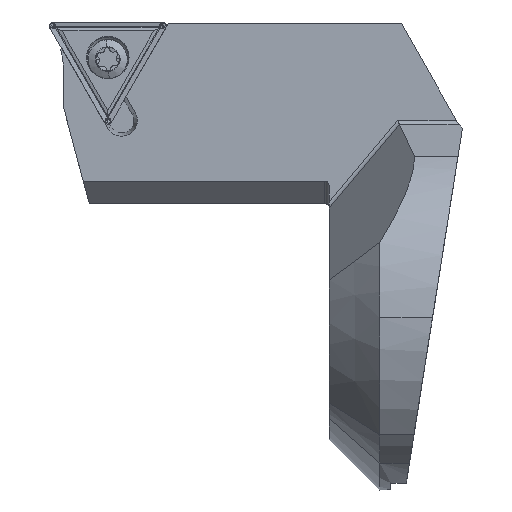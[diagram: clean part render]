
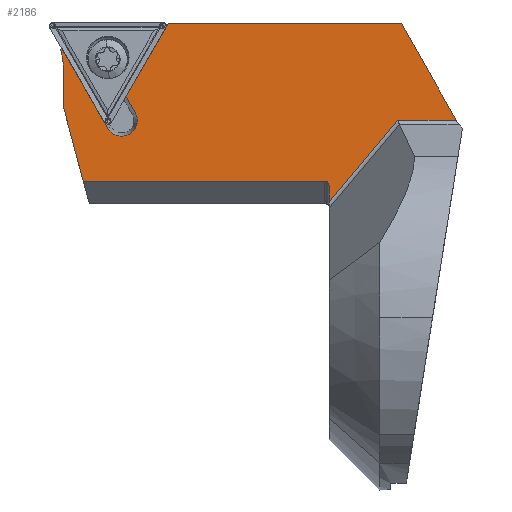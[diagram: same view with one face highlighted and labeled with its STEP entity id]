
A CAD part, top view. The second image highlights one B-rep face of the part: STEP entity #2186.
In plain terms, the highlighted planar face has unit normal (0, 0, 1).
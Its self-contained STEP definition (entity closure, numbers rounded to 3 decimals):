
#177 = LINE ( 'NONE', #1138, #931 ) ;
#282 = CARTESIAN_POINT ( 'NONE',  ( -32.076, 26.076, -0.1 ) ) ;
#322 = DIRECTION ( 'NONE',  ( 1., 0., 0. ) ) ;
#348 = LINE ( 'NONE', #1672, #2556 ) ;
#472 = CARTESIAN_POINT ( 'NONE',  ( -31.055, 24.05, -0.1 ) ) ;
#476 = VERTEX_POINT ( 'NONE', #4878 ) ;
#495 = AXIS2_PLACEMENT_3D ( 'NONE', #708, #2082, #4160 ) ;
#520 = CARTESIAN_POINT ( 'NONE',  ( -0.902, 17.699, -0.1 ) ) ;
#608 = EDGE_CURVE ( 'NONE', #3030, #5158, #2119, .T. ) ;
#616 = EDGE_LOOP ( 'NONE', ( #1036, #4950, #1705, #1123, #2604, #2862, #2047, #1101, #3775, #4861, #2909, #1824, #5358, #1417, #982 ) ) ;
#619 = CARTESIAN_POINT ( 'NONE',  ( -7., 11.684, -0.1 ) ) ;
#708 = CARTESIAN_POINT ( 'NONE',  ( -61.313, 9.196, -0.1 ) ) ;
#711 = EDGE_CURVE ( 'NONE', #972, #4384, #348, .T. ) ;
#724 = DIRECTION ( 'NONE',  ( -0.5, -0.866, 0. ) ) ;
#775 = VECTOR ( 'NONE', #322, 1000. ) ;
#823 = CARTESIAN_POINT ( 'NONE',  ( -26.826, 16.984, -0.1 ) ) ;
#868 = CARTESIAN_POINT ( 'NONE',  ( -25.219, 19.828, -0.1 ) ) ;
#875 = VERTEX_POINT ( 'NONE', #4069 ) ;
#879 = EDGE_CURVE ( 'NONE', #3650, #4484, #3541, .T. ) ;
#880 = EDGE_CURVE ( 'NONE', #1919, #875, #5555, .T. ) ;
#931 = VECTOR ( 'NONE', #5300, 1000. ) ;
#966 = EDGE_CURVE ( 'NONE', #3567, #5236, #2280, .T. ) ;
#972 = VERTEX_POINT ( 'NONE', #2767 ) ;
#977 = DIRECTION ( 'NONE',  ( -1., 0., 0. ) ) ;
#982 = ORIENTED_EDGE ( 'NONE', *, *, #4089, .T. ) ;
#1036 = ORIENTED_EDGE ( 'NONE', *, *, #3190, .T. ) ;
#1041 = DIRECTION ( 'NONE',  ( -0.905, -0.426, 0. ) ) ;
#1093 = CARTESIAN_POINT ( 'NONE',  ( -0.55, 26.379, -0.1 ) ) ;
#1101 = ORIENTED_EDGE ( 'NONE', *, *, #2703, .T. ) ;
#1123 = ORIENTED_EDGE ( 'NONE', *, *, #608, .T. ) ;
#1138 = CARTESIAN_POINT ( 'NONE',  ( 47.408, 12.25, -0.1 ) ) ;
#1176 = CARTESIAN_POINT ( 'NONE',  ( -30.938, 24.105, -0.1 ) ) ;
#1216 = VECTOR ( 'NONE', #2618, 1000. ) ;
#1230 = EDGE_CURVE ( 'NONE', #5236, #3030, #2988, .T. ) ;
#1234 = AXIS2_PLACEMENT_3D ( 'NONE', #3357, #2369, #5026 ) ;
#1293 = CARTESIAN_POINT ( 'NONE',  ( -30.896, 23.461, -0.1 ) ) ;
#1366 = VECTOR ( 'NONE', #977, 1000. ) ;
#1391 = VECTOR ( 'NONE', #2987, 1000. ) ;
#1417 = ORIENTED_EDGE ( 'NONE', *, *, #5140, .T. ) ;
#1426 = EDGE_CURVE ( 'NONE', #476, #3650, #3016, .T. ) ;
#1445 = CARTESIAN_POINT ( 'NONE',  ( -30.435, 17.47, -0.1 ) ) ;
#1500 = CIRCLE ( 'NONE', #1234, 1.407 ) ;
#1672 = CARTESIAN_POINT ( 'NONE',  ( -30.049, -17.037, -0.1 ) ) ;
#1683 = EDGE_CURVE ( 'NONE', #1919, #2848, #177, .T. ) ;
#1705 = ORIENTED_EDGE ( 'NONE', *, *, #1230, .T. ) ;
#1786 = CARTESIAN_POINT ( 'NONE',  ( -7., 9.196, -0.1 ) ) ;
#1824 = ORIENTED_EDGE ( 'NONE', *, *, #879, .T. ) ;
#1857 = CARTESIAN_POINT ( 'NONE',  ( -31.055, 24.05, -0.1 ) ) ;
#1919 = VERTEX_POINT ( 'NONE', #3906 ) ;
#1957 = LINE ( 'NONE', #1445, #3169 ) ;
#1970 = PLANE ( 'NONE',  #495 ) ;
#1988 = LINE ( 'NONE', #4575, #2740 ) ;
#2047 = ORIENTED_EDGE ( 'NONE', *, *, #880, .T. ) ;
#2073 = CARTESIAN_POINT ( 'NONE',  ( -24.389, 18.391, -0.1 ) ) ;
#2082 = DIRECTION ( 'NONE',  ( 0., 0., -1. ) ) ;
#2119 = LINE ( 'NONE', #2918, #5514 ) ;
#2186 = ADVANCED_FACE ( 'NONE', ( #4523 ), #1970, .F. ) ;
#2280 = LINE ( 'NONE', #2363, #3969 ) ;
#2310 = CARTESIAN_POINT ( 'NONE',  ( -7., 12.016, -0.1 ) ) ;
#2357 = EDGE_CURVE ( 'NONE', #4484, #3791, #1988, .T. ) ;
#2363 = CARTESIAN_POINT ( 'NONE',  ( -27.104, 25.913, -0.1 ) ) ;
#2369 = DIRECTION ( 'NONE',  ( 0., 0., -1. ) ) ;
#2373 = CARTESIAN_POINT ( 'NONE',  ( -21.437, 26.379, -0.1 ) ) ;
#2556 = VECTOR ( 'NONE', #3390, 1000. ) ;
#2558 = VERTEX_POINT ( 'NONE', #2073 ) ;
#2604 = ORIENTED_EDGE ( 'NONE', *, *, #5245, .T. ) ;
#2618 = DIRECTION ( 'NONE',  ( 0., -1., 0. ) ) ;
#2638 = CARTESIAN_POINT ( 'NONE',  ( -30.816, 18.894, -0.1 ) ) ;
#2640 = LINE ( 'NONE', #1786, #1216 ) ;
#2703 = EDGE_CURVE ( 'NONE', #875, #972, #2640, .T. ) ;
#2740 = VECTOR ( 'NONE', #724, 1000. ) ;
#2767 = CARTESIAN_POINT ( 'NONE',  ( -7., 10.432, -0.1 ) ) ;
#2848 = VERTEX_POINT ( 'NONE', #4050 ) ;
#2862 = ORIENTED_EDGE ( 'NONE', *, *, #1683, .F. ) ;
#2909 = ORIENTED_EDGE ( 'NONE', *, *, #1426, .T. ) ;
#2918 = CARTESIAN_POINT ( 'NONE',  ( -30.816, 9.196, -0.1 ) ) ;
#2987 = DIRECTION ( 'NONE',  ( 0.5, -0.866, 0. ) ) ;
#2988 =( BOUNDED_CURVE ( )  B_SPLINE_CURVE ( 3, ( #472, #1293, #4730, #3027 ),
 .UNSPECIFIED., .F., .T. ) 
 B_SPLINE_CURVE_WITH_KNOTS ( ( 4, 4 ),
 ( 3.397, 3.657 ),
 .UNSPECIFIED. ) 
 CURVE ( )  GEOMETRIC_REPRESENTATION_ITEM ( )  RATIONAL_B_SPLINE_CURVE ( ( 1., 0.994, 0.994, 1. ) ) 
 REPRESENTATION_ITEM ( '' )  );
#3016 = LINE ( 'NONE', #4601, #5523 ) ;
#3027 = CARTESIAN_POINT ( 'NONE',  ( -30.816, 22.244, -0.1 ) ) ;
#3030 = VERTEX_POINT ( 'NONE', #4307 ) ;
#3169 = VECTOR ( 'NONE', #5304, 1000. ) ;
#3190 = EDGE_CURVE ( 'NONE', #3347, #3567, #4126, .T. ) ;
#3347 = VERTEX_POINT ( 'NONE', #823 ) ;
#3357 = CARTESIAN_POINT ( 'NONE',  ( -25.608, 17.688, -0.1 ) ) ;
#3361 = LINE ( 'NONE', #3689, #775 ) ;
#3390 = DIRECTION ( 'NONE',  ( 0.643, 0.766, 0. ) ) ;
#3400 = EDGE_CURVE ( 'NONE', #4384, #476, #3361, .T. ) ;
#3475 = CARTESIAN_POINT ( 'NONE',  ( -29.639, 27.484, -0.1 ) ) ;
#3541 = LINE ( 'NONE', #4014, #1366 ) ;
#3567 = VERTEX_POINT ( 'NONE', #1176 ) ;
#3650 = VERTEX_POINT ( 'NONE', #1093 ) ;
#3653 = CARTESIAN_POINT ( 'NONE',  ( -7.4, 12.25, -0.1 ) ) ;
#3689 = CARTESIAN_POINT ( 'NONE',  ( -32., 17.699, -0.1 ) ) ;
#3775 = ORIENTED_EDGE ( 'NONE', *, *, #711, .T. ) ;
#3776 = DIRECTION ( 'NONE',  ( 0., -1., 0. ) ) ;
#3791 = VERTEX_POINT ( 'NONE', #868 ) ;
#3887 = LINE ( 'NONE', #3475, #1391 ) ;
#3906 = CARTESIAN_POINT ( 'NONE',  ( -7.4, 12.25, -0.1 ) ) ;
#3969 = VECTOR ( 'NONE', #1041, 1000. ) ;
#4014 = CARTESIAN_POINT ( 'NONE',  ( -61.313, 26.379, -0.1 ) ) ;
#4050 = CARTESIAN_POINT ( 'NONE',  ( -29.036, 12.25, -0.1 ) ) ;
#4069 = CARTESIAN_POINT ( 'NONE',  ( -7., 11.684, -0.1 ) ) ;
#4089 = EDGE_CURVE ( 'NONE', #2558, #3347, #1500, .T. ) ;
#4126 = LINE ( 'NONE', #282, #4272 ) ;
#4160 = DIRECTION ( 'NONE',  ( -1., 0., 0. ) ) ;
#4272 = VECTOR ( 'NONE', #5408, 1000. ) ;
#4291 = DIRECTION ( 'NONE',  ( -0.493, 0.87, 0. ) ) ;
#4307 = CARTESIAN_POINT ( 'NONE',  ( -30.816, 22.244, -0.1 ) ) ;
#4384 = VERTEX_POINT ( 'NONE', #520 ) ;
#4484 = VERTEX_POINT ( 'NONE', #2373 ) ;
#4523 = FACE_OUTER_BOUND ( 'NONE', #616, .T. ) ;
#4575 = CARTESIAN_POINT ( 'NONE',  ( -38.846, -3.775, -0.1 ) ) ;
#4601 = CARTESIAN_POINT ( 'NONE',  ( -7.952, 39.439, -0.1 ) ) ;
#4730 = CARTESIAN_POINT ( 'NONE',  ( -30.816, 22.856, -0.1 ) ) ;
#4861 = ORIENTED_EDGE ( 'NONE', *, *, #3400, .T. ) ;
#4878 = CARTESIAN_POINT ( 'NONE',  ( 4.369, 17.699, -0.1 ) ) ;
#4950 = ORIENTED_EDGE ( 'NONE', *, *, #966, .T. ) ;
#5026 = DIRECTION ( 'NONE',  ( -1., 0., 0. ) ) ;
#5140 = EDGE_CURVE ( 'NONE', #3791, #2558, #3887, .T. ) ;
#5158 = VERTEX_POINT ( 'NONE', #2638 ) ;
#5236 = VERTEX_POINT ( 'NONE', #1857 ) ;
#5245 = EDGE_CURVE ( 'NONE', #5158, #2848, #1957, .T. ) ;
#5264 = CARTESIAN_POINT ( 'NONE',  ( -7.166, 12.25, -0.1 ) ) ;
#5300 = DIRECTION ( 'NONE',  ( -1., 0., 0. ) ) ;
#5304 = DIRECTION ( 'NONE',  ( 0.259, -0.966, 0. ) ) ;
#5358 = ORIENTED_EDGE ( 'NONE', *, *, #2357, .T. ) ;
#5408 = DIRECTION ( 'NONE',  ( -0.5, 0.866, 0. ) ) ;
#5514 = VECTOR ( 'NONE', #3776, 1000. ) ;
#5523 = VECTOR ( 'NONE', #4291, 1000. ) ;
#5555 =( BOUNDED_CURVE ( )  B_SPLINE_CURVE ( 3, ( #3653, #5264, #2310, #619 ),
 .UNSPECIFIED., .F., .T. ) 
 B_SPLINE_CURVE_WITH_KNOTS ( ( 4, 4 ),
 ( 0., 1.571 ),
 .UNSPECIFIED. ) 
 CURVE ( )  GEOMETRIC_REPRESENTATION_ITEM ( )  RATIONAL_B_SPLINE_CURVE ( ( 1., 0.805, 0.805, 1. ) ) 
 REPRESENTATION_ITEM ( '' )  );
